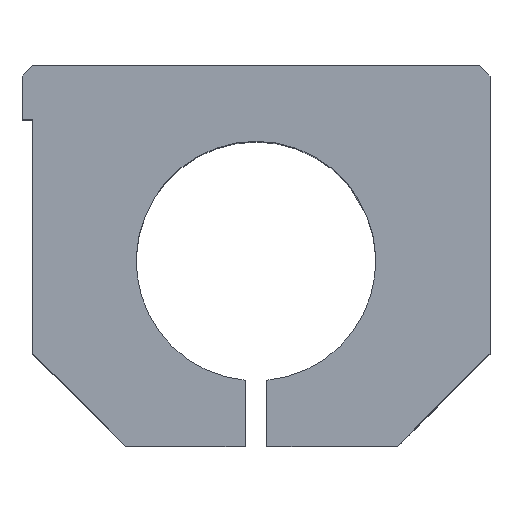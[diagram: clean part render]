
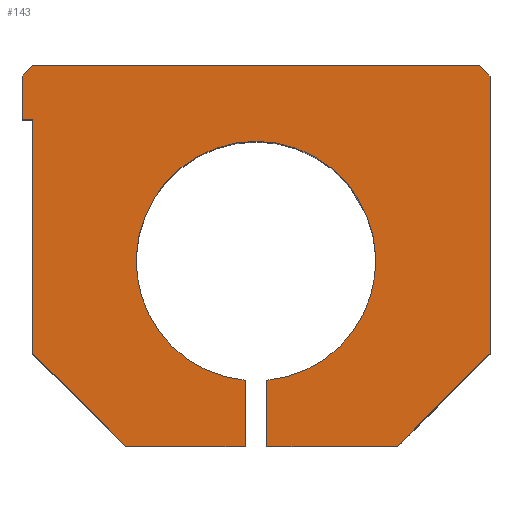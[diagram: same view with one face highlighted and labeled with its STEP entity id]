
A CAD part, top view. The second image highlights one B-rep face of the part: STEP entity #143.
In plain terms, the highlighted planar face has unit normal (0, 0, 1).
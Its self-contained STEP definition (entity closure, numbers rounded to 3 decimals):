
#143 = ADVANCED_FACE( '', ( #294 ), #295, .T. );
#294 = FACE_OUTER_BOUND( '', #445, .T. );
#295 = PLANE( '', #446 );
#445 = EDGE_LOOP( '', ( #992, #993, #994, #995, #996, #997, #998, #999, #1000, #1001, #1002, #1003, #1004, #1005, #1006 ) );
#446 = AXIS2_PLACEMENT_3D( '', #1007, #1008, #1009 );
#992 = ORIENTED_EDGE( '', *, *, #1089, .T. );
#993 = ORIENTED_EDGE( '', *, *, #1011, .T. );
#994 = ORIENTED_EDGE( '', *, *, #1176, .T. );
#995 = ORIENTED_EDGE( '', *, *, #1091, .T. );
#996 = ORIENTED_EDGE( '', *, *, #1123, .F. );
#997 = ORIENTED_EDGE( '', *, *, #1164, .F. );
#998 = ORIENTED_EDGE( '', *, *, #1166, .F. );
#999 = ORIENTED_EDGE( '', *, *, #1182, .F. );
#1000 = ORIENTED_EDGE( '', *, *, #1180, .F. );
#1001 = ORIENTED_EDGE( '', *, *, #1177, .F. );
#1002 = ORIENTED_EDGE( '', *, *, #1187, .F. );
#1003 = ORIENTED_EDGE( '', *, *, #1185, .F. );
#1004 = ORIENTED_EDGE( '', *, *, #1168, .F. );
#1005 = ORIENTED_EDGE( '', *, *, #1172, .F. );
#1006 = ORIENTED_EDGE( '', *, *, #1183, .F. );
#1007 = CARTESIAN_POINT( '', ( 0., 0., 39. ) );
#1008 = DIRECTION( '', ( 0., 0., 1. ) );
#1009 = DIRECTION( '', ( 1., 0., 0. ) );
#1011 = EDGE_CURVE( '', #1191, #1188, #1192, .T. );
#1089 = EDGE_CURVE( '', #1325, #1191, #1332, .T. );
#1091 = EDGE_CURVE( '', #1336, #1333, #1337, .T. );
#1123 = EDGE_CURVE( '', #1389, #1333, #1391, .T. );
#1164 = EDGE_CURVE( '', #1448, #1389, #1450, .T. );
#1166 = EDGE_CURVE( '', #1451, #1448, #1453, .T. );
#1168 = EDGE_CURVE( '', #1454, #1456, #1457, .T. );
#1172 = EDGE_CURVE( '', #1460, #1454, #1462, .T. );
#1176 = EDGE_CURVE( '', #1188, #1336, #1466, .T. );
#1177 = EDGE_CURVE( '', #1467, #1468, #1469, .T. );
#1180 = EDGE_CURVE( '', #1468, #1472, #1473, .T. );
#1182 = EDGE_CURVE( '', #1472, #1451, #1475, .T. );
#1183 = EDGE_CURVE( '', #1325, #1460, #1476, .T. );
#1185 = EDGE_CURVE( '', #1456, #1478, #1479, .T. );
#1187 = EDGE_CURVE( '', #1478, #1467, #1481, .T. );
#1188 = VERTEX_POINT( '', #1482 );
#1191 = VERTEX_POINT( '', #1486 );
#1192 = CIRCLE( '', #1487, 11. );
#1325 = VERTEX_POINT( '', #1676 );
#1332 = LINE( '', #1689, #1690 );
#1333 = VERTEX_POINT( '', #1691 );
#1336 = VERTEX_POINT( '', #1695 );
#1337 = LINE( '', #1696, #1697 );
#1389 = VERTEX_POINT( '', #1792 );
#1391 = LINE( '', #1795, #1796 );
#1448 = VERTEX_POINT( '', #1872 );
#1450 = LINE( '', #1875, #1876 );
#1451 = VERTEX_POINT( '', #1877 );
#1453 = LINE( '', #1880, #1881 );
#1454 = VERTEX_POINT( '', #1882 );
#1456 = VERTEX_POINT( '', #1885 );
#1457 = LINE( '', #1886, #1887 );
#1460 = VERTEX_POINT( '', #1892 );
#1462 = LINE( '', #1895, #1896 );
#1466 = CIRCLE( '', #1900, 11. );
#1467 = VERTEX_POINT( '', #1901 );
#1468 = VERTEX_POINT( '', #1902 );
#1469 = LINE( '', #1903, #1904 );
#1472 = VERTEX_POINT( '', #1909 );
#1473 = LINE( '', #1910, #1911 );
#1475 = LINE( '', #1914, #1915 );
#1476 = LINE( '', #1916, #1917 );
#1478 = VERTEX_POINT( '', #1920 );
#1479 = LINE( '', #1921, #1922 );
#1481 = LINE( '', #1925, #1926 );
#1482 = CARTESIAN_POINT( '', ( 0., 28., 39. ) );
#1486 = CARTESIAN_POINT( '', ( -1., 6.046, 39. ) );
#1487 = AXIS2_PLACEMENT_3D( '', #1928, #1929, #1930 );
#1676 = CARTESIAN_POINT( '', ( -1., 0., 39. ) );
#1689 = CARTESIAN_POINT( '', ( -1., 0., 39. ) );
#1690 = VECTOR( '', #2077, 1. );
#1691 = CARTESIAN_POINT( '', ( 1., 0., 39. ) );
#1695 = CARTESIAN_POINT( '', ( 1., 6.046, 39. ) );
#1696 = CARTESIAN_POINT( '', ( 1., 0., 39. ) );
#1697 = VECTOR( '', #2079, 1. );
#1792 = CARTESIAN_POINT( '', ( 13., 0., 39. ) );
#1795 = CARTESIAN_POINT( '', ( -12., 0., 39. ) );
#1796 = VECTOR( '', #2124, 1. );
#1872 = CARTESIAN_POINT( '', ( 21.5, 8.5, 39. ) );
#1875 = CARTESIAN_POINT( '', ( 13., 0., 39. ) );
#1876 = VECTOR( '', #2205, 1. );
#1877 = CARTESIAN_POINT( '', ( 21.5, 34., 39. ) );
#1880 = CARTESIAN_POINT( '', ( 21.5, 8.5, 39. ) );
#1881 = VECTOR( '', #2207, 1. );
#1882 = CARTESIAN_POINT( '', ( -20.5, 8.5, 39. ) );
#1885 = CARTESIAN_POINT( '', ( -20.5, 30., 39. ) );
#1886 = CARTESIAN_POINT( '', ( -20.5, 30., 39. ) );
#1887 = VECTOR( '', #2209, 1. );
#1892 = CARTESIAN_POINT( '', ( -12., 0., 39. ) );
#1895 = CARTESIAN_POINT( '', ( -20.5, 8.5, 39. ) );
#1896 = VECTOR( '', #2213, 1. );
#1900 = AXIS2_PLACEMENT_3D( '', #2223, #2224, #2225 );
#1901 = CARTESIAN_POINT( '', ( -21.5, 34., 39. ) );
#1902 = CARTESIAN_POINT( '', ( -20.5, 35., 39. ) );
#1903 = CARTESIAN_POINT( '', ( -20.5, 35., 39. ) );
#1904 = VECTOR( '', #2226, 1. );
#1909 = CARTESIAN_POINT( '', ( 20.5, 35., 39. ) );
#1910 = CARTESIAN_POINT( '', ( 20.5, 35., 39. ) );
#1911 = VECTOR( '', #2229, 1. );
#1914 = CARTESIAN_POINT( '', ( 21.5, 34., 39. ) );
#1915 = VECTOR( '', #2231, 1. );
#1916 = CARTESIAN_POINT( '', ( -12., 0., 39. ) );
#1917 = VECTOR( '', #2232, 1. );
#1920 = CARTESIAN_POINT( '', ( -21.5, 30., 39. ) );
#1921 = CARTESIAN_POINT( '', ( -21.5, 30., 39. ) );
#1922 = VECTOR( '', #2234, 1. );
#1925 = CARTESIAN_POINT( '', ( -21.5, 34., 39. ) );
#1926 = VECTOR( '', #2236, 1. );
#1928 = CARTESIAN_POINT( '', ( 0., 17., 39. ) );
#1929 = DIRECTION( '', ( 0., 0., -1. ) );
#1930 = DIRECTION( '', ( 0., 1., 0. ) );
#2077 = DIRECTION( '', ( 0., 1., 0. ) );
#2079 = DIRECTION( '', ( 0., -1., 0. ) );
#2124 = DIRECTION( '', ( -1., 0., 0. ) );
#2205 = DIRECTION( '', ( -0.707, -0.707, 0. ) );
#2207 = DIRECTION( '', ( 0., -1., 0. ) );
#2209 = DIRECTION( '', ( 0., 1., 0. ) );
#2213 = DIRECTION( '', ( -0.707, 0.707, 0. ) );
#2223 = CARTESIAN_POINT( '', ( 0., 17., 39. ) );
#2224 = DIRECTION( '', ( 0., 0., -1. ) );
#2225 = DIRECTION( '', ( 0., 1., 0. ) );
#2226 = DIRECTION( '', ( 0.707, 0.707, 0. ) );
#2229 = DIRECTION( '', ( 1., 0., 0. ) );
#2231 = DIRECTION( '', ( 0.707, -0.707, 0. ) );
#2232 = DIRECTION( '', ( -1., 0., 0. ) );
#2234 = DIRECTION( '', ( -1., 0., 0. ) );
#2236 = DIRECTION( '', ( 0., 1., 0. ) );
